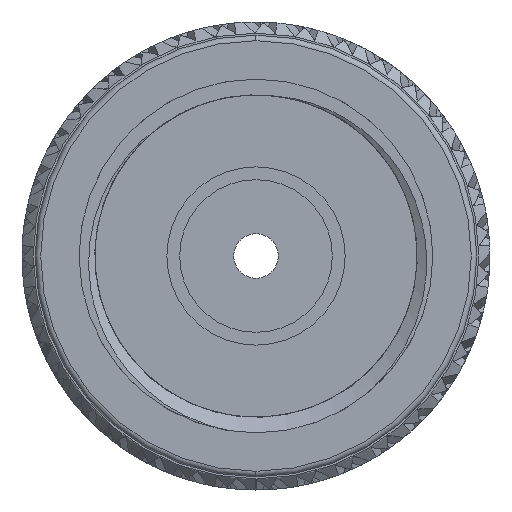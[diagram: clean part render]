
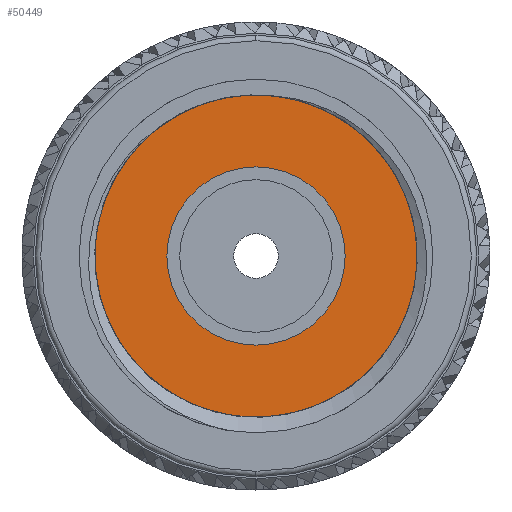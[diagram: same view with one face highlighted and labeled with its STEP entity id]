
A CAD part, left-side view. The second image highlights one B-rep face of the part: STEP entity #50449.
In plain terms, the highlighted planar face has unit normal (-1, 0, 0).
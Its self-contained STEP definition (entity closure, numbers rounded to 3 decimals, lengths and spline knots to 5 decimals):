
#998 = EDGE_CURVE ( 'NONE', #32307, #20616, #42716, .T. ) ;
#1431 = CARTESIAN_POINT ( 'NONE',  ( 0.37402, 0., -0.15748 ) ) ;
#3270 = EDGE_CURVE ( 'NONE', #42356, #14807, #35096, .T. ) ;
#6133 = CARTESIAN_POINT ( 'NONE',  ( 0.37402, 0., 0. ) ) ;
#6400 = DIRECTION ( 'NONE',  ( 0., 0., 1. ) ) ;
#7368 = EDGE_LOOP ( 'NONE', ( #47440, #43745 ) ) ;
#8169 = CARTESIAN_POINT ( 'NONE',  ( 0.37402, 0., 0. ) ) ;
#12285 = CIRCLE ( 'NONE', #19090, 0.3125 ) ;
#14807 = VERTEX_POINT ( 'NONE', #29888 ) ;
#17731 = DIRECTION ( 'NONE',  ( -1., 0., 0. ) ) ;
#19090 = AXIS2_PLACEMENT_3D ( 'NONE', #41331, #17731, #29692 ) ;
#20148 = DIRECTION ( 'NONE',  ( -1., 0., 0. ) ) ;
#20616 = VERTEX_POINT ( 'NONE', #28461 ) ;
#22421 = DIRECTION ( 'NONE',  ( -1., 0., 0. ) ) ;
#23858 = DIRECTION ( 'NONE',  ( 0., 0., 1. ) ) ;
#24081 = EDGE_LOOP ( 'NONE', ( #47003, #35024 ) ) ;
#24133 = DIRECTION ( 'NONE',  ( -1., 0., 0. ) ) ;
#28461 = CARTESIAN_POINT ( 'NONE',  ( 0.37402, 0., 0.3125 ) ) ;
#29692 = DIRECTION ( 'NONE',  ( 0., 0., 1. ) ) ;
#29888 = CARTESIAN_POINT ( 'NONE',  ( 0.37402, 0., 0.15748 ) ) ;
#30125 = DIRECTION ( 'NONE',  ( 0., 0., 1. ) ) ;
#30571 = DIRECTION ( 'NONE',  ( -1., 0., 0. ) ) ;
#31842 = DIRECTION ( 'NONE',  ( 0., 0., 1. ) ) ;
#32220 = EDGE_CURVE ( 'NONE', #20616, #32307, #12285, .T. ) ;
#32307 = VERTEX_POINT ( 'NONE', #38935 ) ;
#34100 = CARTESIAN_POINT ( 'NONE',  ( 0.37402, 0., 0. ) ) ;
#35024 = ORIENTED_EDGE ( 'NONE', *, *, #41377, .F. ) ;
#35096 = CIRCLE ( 'NONE', #41845, 0.15748 ) ;
#35539 = CARTESIAN_POINT ( 'NONE',  ( 0.37402, 0., 0. ) ) ;
#38935 = CARTESIAN_POINT ( 'NONE',  ( 0.37402, 0., -0.3125 ) ) ;
#41331 = CARTESIAN_POINT ( 'NONE',  ( 0.37402, 0., 0. ) ) ;
#41377 = EDGE_CURVE ( 'NONE', #14807, #42356, #45002, .T. ) ;
#41845 = AXIS2_PLACEMENT_3D ( 'NONE', #35539, #24133, #31842 ) ;
#42356 = VERTEX_POINT ( 'NONE', #1431 ) ;
#42716 = CIRCLE ( 'NONE', #49503, 0.3125 ) ;
#43745 = ORIENTED_EDGE ( 'NONE', *, *, #998, .T. ) ;
#44483 = FACE_BOUND ( 'NONE', #24081, .T. ) ;
#45002 = CIRCLE ( 'NONE', #46710, 0.15748 ) ;
#45113 = AXIS2_PLACEMENT_3D ( 'NONE', #8169, #20148, #23858 ) ;
#46710 = AXIS2_PLACEMENT_3D ( 'NONE', #34100, #22421, #30125 ) ;
#47003 = ORIENTED_EDGE ( 'NONE', *, *, #3270, .F. ) ;
#47440 = ORIENTED_EDGE ( 'NONE', *, *, #32220, .T. ) ;
#49503 = AXIS2_PLACEMENT_3D ( 'NONE', #6133, #30571, #6400 ) ;
#50449 = ADVANCED_FACE ( 'NONE', ( #51683, #44483 ), #51942, .T. ) ;
#51683 = FACE_OUTER_BOUND ( 'NONE', #7368, .T. ) ;
#51942 = PLANE ( 'NONE',  #45113 ) ;
